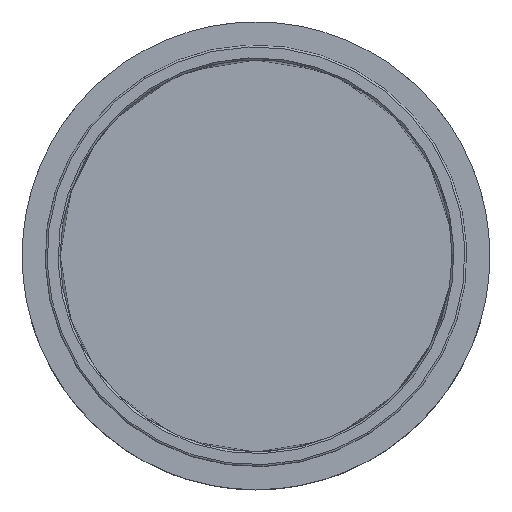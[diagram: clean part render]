
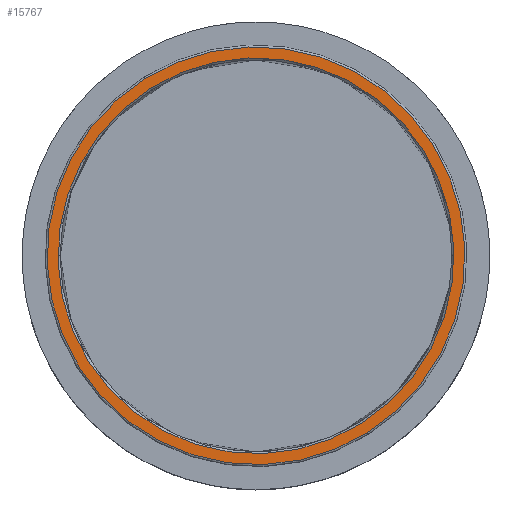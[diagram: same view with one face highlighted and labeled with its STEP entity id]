
A CAD part, top view. The second image highlights one B-rep face of the part: STEP entity #15767.
In plain terms, the highlighted planar face has unit normal (0, 0, 1).
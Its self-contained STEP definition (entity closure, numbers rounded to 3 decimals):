
#63 = AXIS2_PLACEMENT_3D ( 'NONE', #10289, #5352, #3562 ) ;
#920 = FACE_OUTER_BOUND ( 'NONE', #16368, .T. ) ;
#1101 = DIRECTION ( 'NONE',  ( 0., 0., -1. ) ) ;
#1303 = VERTEX_POINT ( 'NONE', #1517 ) ;
#1517 = CARTESIAN_POINT ( 'NONE',  ( -567.672, 902.277, 945. ) ) ;
#2963 = AXIS2_PLACEMENT_3D ( 'NONE', #5174, #11787, #6967 ) ;
#3562 = DIRECTION ( 'NONE',  ( -0.533, 0.846, 0. ) ) ;
#4501 = FACE_BOUND ( 'NONE', #17002, .T. ) ;
#4608 = PLANE ( 'NONE',  #9773 ) ;
#4784 = CARTESIAN_POINT ( 'NONE',  ( 0., 0., 945. ) ) ;
#5098 = DIRECTION ( 'NONE',  ( -0.533, 0.846, 0. ) ) ;
#5174 = CARTESIAN_POINT ( 'NONE',  ( 0., 0., 945. ) ) ;
#5352 = DIRECTION ( 'NONE',  ( 0., 0., -1. ) ) ;
#6967 = DIRECTION ( 'NONE',  ( -0.533, 0.846, 0. ) ) ;
#8671 = CIRCLE ( 'NONE', #19812, 1010. ) ;
#8763 = VERTEX_POINT ( 'NONE', #16438 ) ;
#9268 = ORIENTED_EDGE ( 'NONE', *, *, #13832, .T. ) ;
#9553 = DIRECTION ( 'NONE',  ( 1., 0., 0. ) ) ;
#9773 = AXIS2_PLACEMENT_3D ( 'NONE', #16727, #21590, #9553 ) ;
#10280 = ORIENTED_EDGE ( 'NONE', *, *, #21570, .T. ) ;
#10289 = CARTESIAN_POINT ( 'NONE',  ( 0., 0., 945. ) ) ;
#10306 = CARTESIAN_POINT ( 'NONE',  ( 567.672, -902.277, 945. ) ) ;
#10472 = CIRCLE ( 'NONE', #63, 1066. ) ;
#10707 = CARTESIAN_POINT ( 'NONE',  ( 0., 0., 945. ) ) ;
#10847 = ORIENTED_EDGE ( 'NONE', *, *, #20181, .F. ) ;
#11467 = EDGE_CURVE ( 'NONE', #1303, #18060, #10472, .T. ) ;
#11787 = DIRECTION ( 'NONE',  ( 0., 0., -1. ) ) ;
#13292 = VERTEX_POINT ( 'NONE', #21054 ) ;
#13832 = EDGE_CURVE ( 'NONE', #13292, #8763, #8671, .T. ) ;
#14432 = CIRCLE ( 'NONE', #2963, 1010. ) ;
#14775 = CIRCLE ( 'NONE', #18367, 1066. ) ;
#15767 = ADVANCED_FACE ( 'NONE', ( #4501, #920 ), #4608, .T. ) ;
#16368 = EDGE_LOOP ( 'NONE', ( #20681, #10847 ) ) ;
#16438 = CARTESIAN_POINT ( 'NONE',  ( 537.851, -854.878, 945. ) ) ;
#16580 = DIRECTION ( 'NONE',  ( -0.533, 0.846, 0. ) ) ;
#16727 = CARTESIAN_POINT ( 'NONE',  ( 0., 0., 945. ) ) ;
#17002 = EDGE_LOOP ( 'NONE', ( #10280, #9268 ) ) ;
#18060 = VERTEX_POINT ( 'NONE', #10306 ) ;
#18367 = AXIS2_PLACEMENT_3D ( 'NONE', #4784, #1101, #16580 ) ;
#19812 = AXIS2_PLACEMENT_3D ( 'NONE', #10707, #20493, #5098 ) ;
#20181 = EDGE_CURVE ( 'NONE', #18060, #1303, #14775, .T. ) ;
#20493 = DIRECTION ( 'NONE',  ( 0., 0., -1. ) ) ;
#20681 = ORIENTED_EDGE ( 'NONE', *, *, #11467, .F. ) ;
#21054 = CARTESIAN_POINT ( 'NONE',  ( -537.851, 854.878, 945. ) ) ;
#21570 = EDGE_CURVE ( 'NONE', #8763, #13292, #14432, .T. ) ;
#21590 = DIRECTION ( 'NONE',  ( 0., 0., 1. ) ) ;
